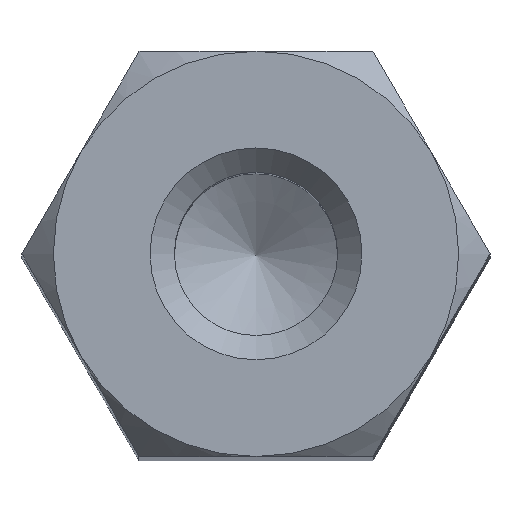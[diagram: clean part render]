
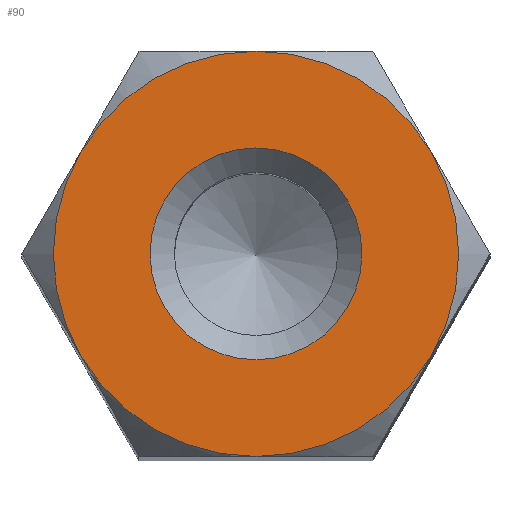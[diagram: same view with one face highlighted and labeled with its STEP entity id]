
A CAD part, top view. The second image highlights one B-rep face of the part: STEP entity #90.
In plain terms, the highlighted planar face has unit normal (0, 0, 1).
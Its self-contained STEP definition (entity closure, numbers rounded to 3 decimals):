
#90 = ADVANCED_FACE( '', ( #186, #187 ), #188, .T. );
#186 = FACE_BOUND( '', #287, .T. );
#187 = FACE_OUTER_BOUND( '', #288, .T. );
#188 = PLANE( '', #289 );
#287 = EDGE_LOOP( '', ( #467 ) );
#288 = EDGE_LOOP( '', ( #468, #469, #470, #471, #472, #473 ) );
#289 = AXIS2_PLACEMENT_3D( '', #474, #475, #476 );
#467 = ORIENTED_EDGE( '', *, *, #559, .T. );
#468 = ORIENTED_EDGE( '', *, *, #566, .F. );
#469 = ORIENTED_EDGE( '', *, *, #543, .F. );
#470 = ORIENTED_EDGE( '', *, *, #546, .F. );
#471 = ORIENTED_EDGE( '', *, *, #569, .T. );
#472 = ORIENTED_EDGE( '', *, *, #573, .F. );
#473 = ORIENTED_EDGE( '', *, *, #555, .F. );
#474 = CARTESIAN_POINT( '', ( 0., 0., 15. ) );
#475 = DIRECTION( '', ( 0., 0., 1. ) );
#476 = DIRECTION( '', ( 1., 0., 0. ) );
#543 = EDGE_CURVE( '', #627, #630, #631, .F. );
#546 = EDGE_CURVE( '', #634, #627, #635, .F. );
#555 = EDGE_CURVE( '', #647, #650, #651, .F. );
#559 = EDGE_CURVE( '', #656, #656, #657, .T. );
#566 = EDGE_CURVE( '', #630, #647, #667, .F. );
#569 = EDGE_CURVE( '', #634, #670, #671, .T. );
#573 = EDGE_CURVE( '', #650, #670, #676, .F. );
#627 = VERTEX_POINT( '', #749 );
#630 = VERTEX_POINT( '', #757 );
#631 = CIRCLE( '', #758, 2.5 );
#634 = VERTEX_POINT( '', #768 );
#635 = CIRCLE( '', #769, 2.5 );
#647 = VERTEX_POINT( '', #803 );
#650 = VERTEX_POINT( '', #813 );
#651 = CIRCLE( '', #814, 2.5 );
#656 = VERTEX_POINT( '', #826 );
#657 = CIRCLE( '', #827, 1.307 );
#667 = CIRCLE( '', #854, 2.5 );
#670 = VERTEX_POINT( '', #862 );
#671 = CIRCLE( '', #863, 2.5 );
#676 = CIRCLE( '', #880, 2.5 );
#749 = CARTESIAN_POINT( '', ( 2.165, 1.25, 15. ) );
#757 = CARTESIAN_POINT( '', ( 2.165, -1.25, 15. ) );
#758 = AXIS2_PLACEMENT_3D( '', #993, #994, #995 );
#768 = CARTESIAN_POINT( '', ( 0., 2.5, 15. ) );
#769 = AXIS2_PLACEMENT_3D( '', #996, #997, #998 );
#803 = CARTESIAN_POINT( '', ( 0., -2.5, 15. ) );
#813 = CARTESIAN_POINT( '', ( -2.165, -1.25, 15. ) );
#814 = AXIS2_PLACEMENT_3D( '', #1002, #1003, #1004 );
#826 = CARTESIAN_POINT( '', ( 0., 1.307, 15. ) );
#827 = AXIS2_PLACEMENT_3D( '', #1008, #1009, #1010 );
#854 = AXIS2_PLACEMENT_3D( '', #1014, #1015, #1016 );
#862 = CARTESIAN_POINT( '', ( -2.165, 1.25, 15. ) );
#863 = AXIS2_PLACEMENT_3D( '', #1017, #1018, #1019 );
#880 = AXIS2_PLACEMENT_3D( '', #1020, #1021, #1022 );
#993 = CARTESIAN_POINT( '', ( 0., 0., 15. ) );
#994 = DIRECTION( '', ( 0., 0., 1. ) );
#995 = DIRECTION( '', ( 1., 0., 0. ) );
#996 = CARTESIAN_POINT( '', ( 0., 0., 15. ) );
#997 = DIRECTION( '', ( 0., 0., 1. ) );
#998 = DIRECTION( '', ( 1., 0., 0. ) );
#1002 = CARTESIAN_POINT( '', ( 0., 0., 15. ) );
#1003 = DIRECTION( '', ( 0., 0., 1. ) );
#1004 = DIRECTION( '', ( 1., 0., 0. ) );
#1008 = CARTESIAN_POINT( '', ( 0., 0., 15. ) );
#1009 = DIRECTION( '', ( 0., 0., -1. ) );
#1010 = DIRECTION( '', ( 0., 1., 0. ) );
#1014 = CARTESIAN_POINT( '', ( 0., 0., 15. ) );
#1015 = DIRECTION( '', ( 0., 0., 1. ) );
#1016 = DIRECTION( '', ( 1., 0., 0. ) );
#1017 = CARTESIAN_POINT( '', ( 0., 0., 15. ) );
#1018 = DIRECTION( '', ( 0., 0., 1. ) );
#1019 = DIRECTION( '', ( 1., 0., 0. ) );
#1020 = CARTESIAN_POINT( '', ( 0., 0., 15. ) );
#1021 = DIRECTION( '', ( 0., 0., 1. ) );
#1022 = DIRECTION( '', ( 1., 0., 0. ) );
